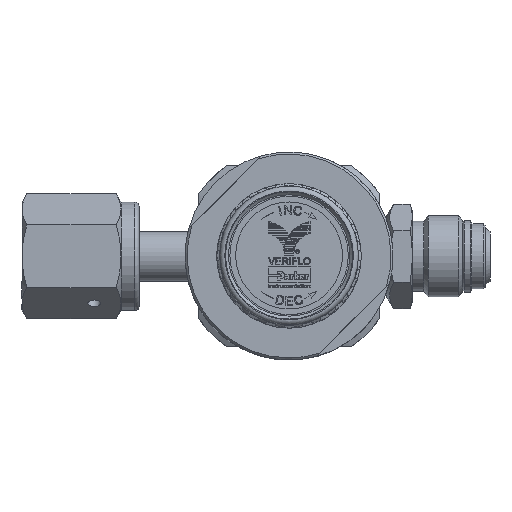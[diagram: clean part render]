
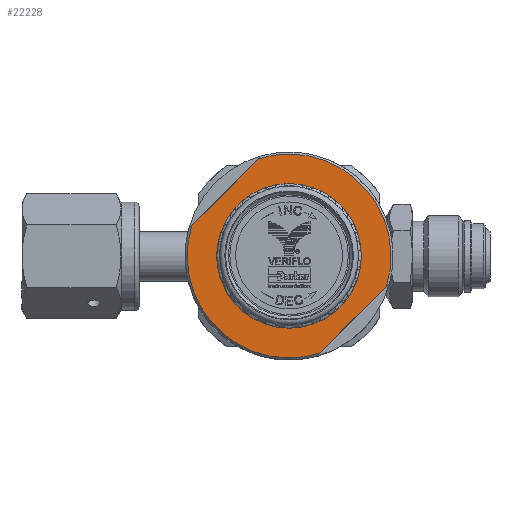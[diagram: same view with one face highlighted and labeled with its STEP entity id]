
A CAD part, top view. The second image highlights one B-rep face of the part: STEP entity #22228.
In plain terms, the highlighted planar face has unit normal (0, 0, 1).
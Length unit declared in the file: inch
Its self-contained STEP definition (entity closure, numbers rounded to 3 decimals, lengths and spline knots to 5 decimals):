
#2531=LINE('',#38458,#4810);
#2533=LINE('',#38470,#4812);
#4810=VECTOR('',#29856,0.3937);
#4812=VECTOR('',#29864,0.3937);
#5411=FACE_BOUND('',#7988,.T.);
#6604=FACE_OUTER_BOUND('',#7987,.T.);
#7987=EDGE_LOOP('',(#19751,#19752,#19753,#19754));
#7988=EDGE_LOOP('',(#19755));
#8506=CIRCLE('',#23995,0.5);
#8510=CIRCLE('',#24010,0.705);
#8516=CIRCLE('',#24019,0.705);
#10551=VERTEX_POINT('',#38070);
#10562=VERTEX_POINT('',#38429);
#10563=VERTEX_POINT('',#38433);
#10572=VERTEX_POINT('',#38457);
#10573=VERTEX_POINT('',#38464);
#13610=EDGE_CURVE('',#10551,#10551,#8506,.T.);
#13621=EDGE_CURVE('',#10562,#10563,#8510,.T.);
#13632=EDGE_CURVE('',#10572,#10563,#2531,.T.);
#13635=EDGE_CURVE('',#10572,#10573,#8516,.T.);
#13637=EDGE_CURVE('',#10562,#10573,#2533,.T.);
#19751=ORIENTED_EDGE('',*,*,#13621,.F.);
#19752=ORIENTED_EDGE('',*,*,#13637,.T.);
#19753=ORIENTED_EDGE('',*,*,#13635,.F.);
#19754=ORIENTED_EDGE('',*,*,#13632,.T.);
#19755=ORIENTED_EDGE('',*,*,#13610,.T.);
#20573=PLANE('',#24020);
#22228=ADVANCED_FACE('',(#6604,#5411),#20573,.T.);
#23995=AXIS2_PLACEMENT_3D('',#38071,#29806,#29807);
#24010=AXIS2_PLACEMENT_3D('',#38434,#29836,#29837);
#24019=AXIS2_PLACEMENT_3D('',#38465,#29860,#29861);
#24020=AXIS2_PLACEMENT_3D('',#38469,#29862,#29863);
#29806=DIRECTION('center_axis',(0.,0.,
-1.));
#29807=DIRECTION('ref_axis',(-1.,0.,0.));
#29836=DIRECTION('center_axis',(0.,0.,
-1.));
#29837=DIRECTION('ref_axis',(-0.707,0.707,0.));
#29856=DIRECTION('',(0.707,0.707,0.));
#29860=DIRECTION('center_axis',(0.,0.,
-1.));
#29861=DIRECTION('ref_axis',(-0.707,0.707,0.));
#29862=DIRECTION('center_axis',(0.,0.,
1.));
#29863=DIRECTION('ref_axis',(0.707,0.707,0.));
#29864=DIRECTION('',(-0.707,-0.707,0.));
#38070=CARTESIAN_POINT('',(0.5,0.,0.60902));
#38071=CARTESIAN_POINT('Origin',(0.,0.,
0.60902));
#38429=CARTESIAN_POINT('',(-0.21129,0.67259,0.60902));
#38433=CARTESIAN_POINT('',(0.67259,-0.21129,0.60902));
#38434=CARTESIAN_POINT('Origin',(0.,0.,
0.60902));
#38457=CARTESIAN_POINT('',(0.21129,-0.67259,0.60902));
#38458=CARTESIAN_POINT('',(0.59579,-0.28809,0.60902));
#38464=CARTESIAN_POINT('',(-0.67259,0.21129,0.60902));
#38465=CARTESIAN_POINT('Origin',(0.,0.,
0.60902));
#38469=CARTESIAN_POINT('Origin',(0.,0.,
0.60902));
#38470=CARTESIAN_POINT('',(-0.60799,0.2759,0.60902));
